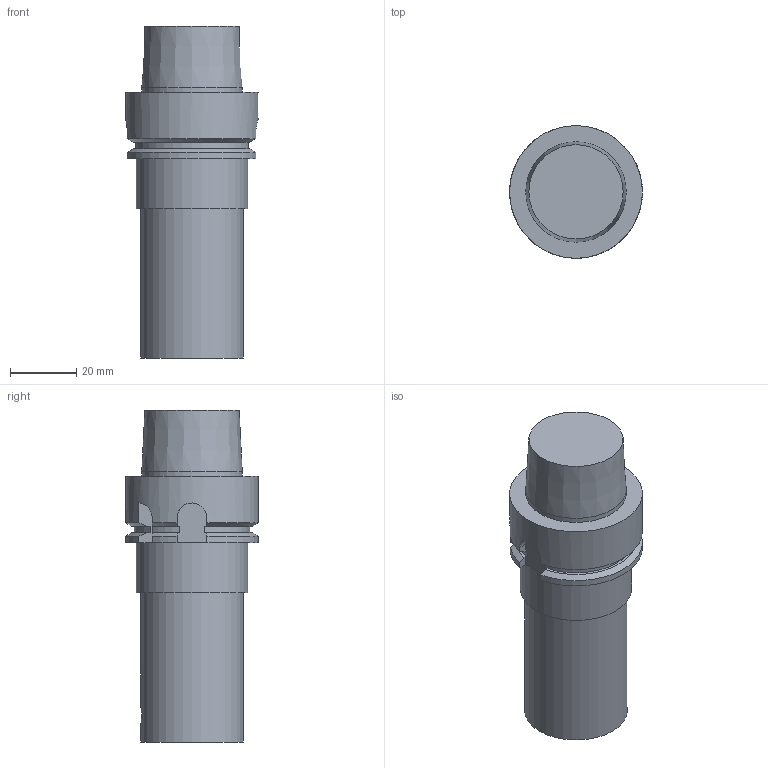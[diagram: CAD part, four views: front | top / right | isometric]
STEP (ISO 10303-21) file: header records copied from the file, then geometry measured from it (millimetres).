
FILE_DESCRIPTION((''),'1');
FILE_NAME('HSK-A40-CKB3-80.stp','2022-09-16T07:11:13',(''),(''),'Spatial Interop R21 SP3','Kubotek KeyCreator 2011 V10.0.2 (22737)',' ');
FILE_SCHEMA(('automotive_design'));
Length unit declared in the file: millimetre
Products named in the file (1): 240[2]
Bounding box: 40 x 40 x 100 mm (x, y, z)
Volume: 78983.1 mm3; surface area: 14393.1 mm2
Topology: 1 solids, 1 shells, 49 faces, 128 edges, 85 vertices
Faces by surface type: plane 26, cylinder 16, cone 7
Full cylindrical faces by diameter (mm): 6.2 x1, 18 x1, 30.25 x1, 31 x1, 33.6 x1, 40 x1
Entity records: 2788 total; most frequent: CARTESIAN_POINT 428, DIRECTION 237, ORIENTED_EDGE 236, PRESENTATION_STYLE_ASSIGNMENT 218, COLOUR_RGB 218, STYLED_ITEM 168, CURVE_STYLE 168, DRAUGHTING_PRE_DEFINED_CURVE_FONT 168
